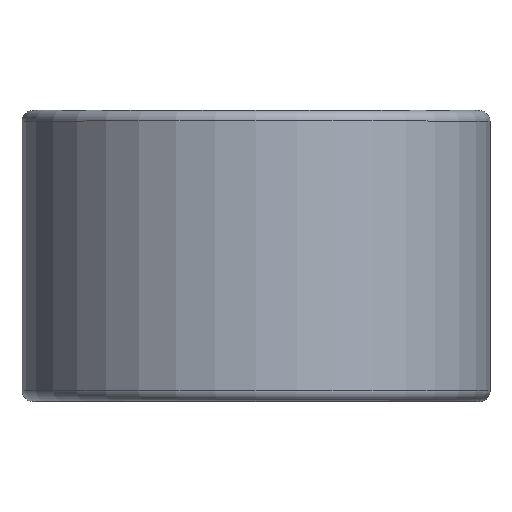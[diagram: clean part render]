
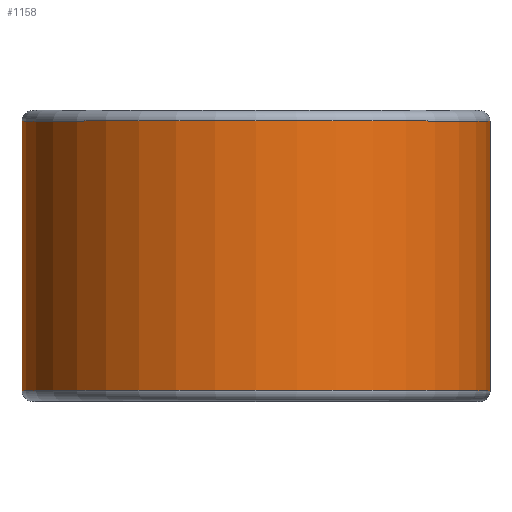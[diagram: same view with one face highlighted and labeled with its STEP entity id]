
A CAD part, top view. The second image highlights one B-rep face of the part: STEP entity #1158.
In plain terms, the highlighted cylindrical face has radius 16.599 mm (diameter 33.198 mm), a partial arc.
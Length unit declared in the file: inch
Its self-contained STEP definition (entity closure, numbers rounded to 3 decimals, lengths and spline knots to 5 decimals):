
#20 = CYLINDRICAL_SURFACE ( 'NONE', #575, 0.6535 ) ;
#117 = VERTEX_POINT ( 'NONE', #1798 ) ;
#123 = VECTOR ( 'NONE', #1005, 39.37008 ) ;
#178 = EDGE_LOOP ( 'NONE', ( #199, #1376, #327, #642 ) ) ;
#199 = ORIENTED_EDGE ( 'NONE', *, *, #767, .T. ) ;
#202 = CIRCLE ( 'NONE', #441, 0.6535 ) ;
#212 = FACE_OUTER_BOUND ( 'NONE', #178, .T. ) ;
#258 = EDGE_CURVE ( 'NONE', #117, #310, #202, .T. ) ;
#281 = CARTESIAN_POINT ( 'NONE',  ( 0., 0.37625, 0. ) ) ;
#310 = VERTEX_POINT ( 'NONE', #2298 ) ;
#327 = ORIENTED_EDGE ( 'NONE', *, *, #770, .F. ) ;
#441 = AXIS2_PLACEMENT_3D ( 'NONE', #1039, #886, #879 ) ;
#489 = DIRECTION ( 'NONE',  ( 0., 0., -1. ) ) ;
#546 = AXIS2_PLACEMENT_3D ( 'NONE', #281, #1540, #489 ) ;
#575 = AXIS2_PLACEMENT_3D ( 'NONE', #1329, #1493, #2204 ) ;
#642 = ORIENTED_EDGE ( 'NONE', *, *, #258, .F. ) ;
#767 = EDGE_CURVE ( 'NONE', #117, #2149, #1285, .T. ) ;
#770 = EDGE_CURVE ( 'NONE', #310, #1653, #1604, .T. ) ;
#852 = CARTESIAN_POINT ( 'NONE',  ( 0.6535, 0.37625, 0. ) ) ;
#879 = DIRECTION ( 'NONE',  ( 0., 0., -1. ) ) ;
#886 = DIRECTION ( 'NONE',  ( 0., -1., 0. ) ) ;
#999 = CARTESIAN_POINT ( 'NONE',  ( 0., 0.37625, -0.6535 ) ) ;
#1005 = DIRECTION ( 'NONE',  ( 0., 1., 0. ) ) ;
#1039 = CARTESIAN_POINT ( 'NONE',  ( 0., -0.37625, 0. ) ) ;
#1158 = ADVANCED_FACE ( 'NONE', ( #212 ), #20, .T. ) ;
#1285 = LINE ( 'NONE', #852, #123 ) ;
#1329 = CARTESIAN_POINT ( 'NONE',  ( 0., 0.375, 0. ) ) ;
#1376 = ORIENTED_EDGE ( 'NONE', *, *, #2191, .T. ) ;
#1402 = CARTESIAN_POINT ( 'NONE',  ( 0., 0.37625, -0.6535 ) ) ;
#1493 = DIRECTION ( 'NONE',  ( 0., -1., 0. ) ) ;
#1505 = CARTESIAN_POINT ( 'NONE',  ( 0.6535, 0.37625, 0. ) ) ;
#1540 = DIRECTION ( 'NONE',  ( 0., -1., 0. ) ) ;
#1552 = VECTOR ( 'NONE', #2228, 39.37008 ) ;
#1604 = LINE ( 'NONE', #999, #1552 ) ;
#1653 = VERTEX_POINT ( 'NONE', #1402 ) ;
#1798 = CARTESIAN_POINT ( 'NONE',  ( 0.6535, -0.37625, 0. ) ) ;
#2149 = VERTEX_POINT ( 'NONE', #1505 ) ;
#2191 = EDGE_CURVE ( 'NONE', #2149, #1653, #2313, .T. ) ;
#2204 = DIRECTION ( 'NONE',  ( 0., 0., -1. ) ) ;
#2228 = DIRECTION ( 'NONE',  ( 0., 1., 0. ) ) ;
#2298 = CARTESIAN_POINT ( 'NONE',  ( 0., -0.37625, -0.6535 ) ) ;
#2313 = CIRCLE ( 'NONE', #546, 0.6535 ) ;
